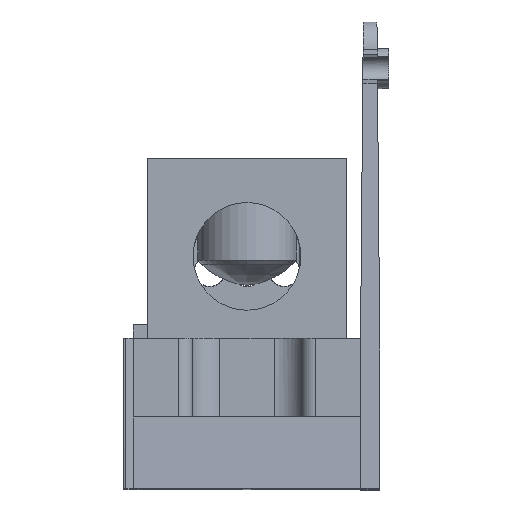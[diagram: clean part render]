
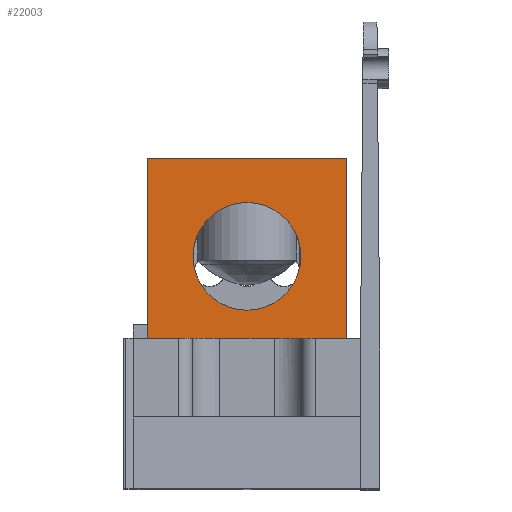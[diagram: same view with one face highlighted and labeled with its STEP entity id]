
A CAD part, top view. The second image highlights one B-rep face of the part: STEP entity #22003.
In plain terms, the highlighted planar face has unit normal (0, 0, -1).
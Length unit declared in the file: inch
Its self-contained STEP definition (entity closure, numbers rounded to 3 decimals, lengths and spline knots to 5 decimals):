
#116 = VERTEX_POINT ( 'NONE', #13557 ) ;
#622 = ORIENTED_EDGE ( 'NONE', *, *, #15498, .F. ) ;
#662 = EDGE_CURVE ( 'NONE', #116, #11505, #6561, .T. ) ;
#1481 = VECTOR ( 'NONE', #11644, 39.37008 ) ;
#1751 = DIRECTION ( 'NONE',  ( 0., 0., 1. ) ) ;
#1921 = FACE_OUTER_BOUND ( 'NONE', #20786, .T. ) ;
#1923 = ORIENTED_EDGE ( 'NONE', *, *, #17723, .T. ) ;
#2051 = LINE ( 'NONE', #2578, #1481 ) ;
#2415 = VERTEX_POINT ( 'NONE', #6120 ) ;
#2578 = CARTESIAN_POINT ( 'NONE',  ( -0.7567, 1.675, 1.25 ) ) ;
#2724 = CARTESIAN_POINT ( 'NONE',  ( -0.4417, 1.62, 1.25 ) ) ;
#2748 = CARTESIAN_POINT ( 'NONE',  ( 0.6233, 1.05, 1.25 ) ) ;
#2860 = ORIENTED_EDGE ( 'NONE', *, *, #8836, .T. ) ;
#2972 = VECTOR ( 'NONE', #16707, 39.37008 ) ;
#3167 = CARTESIAN_POINT ( 'NONE',  ( 0.6233, 2.3, 1.25 ) ) ;
#3543 = LINE ( 'NONE', #5743, #2972 ) ;
#3849 = ORIENTED_EDGE ( 'NONE', *, *, #6689, .T. ) ;
#4243 = VECTOR ( 'NONE', #8453, 39.37008 ) ;
#4522 = DIRECTION ( 'NONE',  ( -1., 0., 0. ) ) ;
#4825 = CARTESIAN_POINT ( 'NONE',  ( 0.6233, 2.3, 1.25 ) ) ;
#5697 = CARTESIAN_POINT ( 'NONE',  ( 0.6233, 1.05, 1.25 ) ) ;
#5743 = CARTESIAN_POINT ( 'NONE',  ( 0.6233, 1.05, 1.25 ) ) ;
#6120 = CARTESIAN_POINT ( 'NONE',  ( 0.6233, 1.05, 1.25 ) ) ;
#6424 = AXIS2_PLACEMENT_3D ( 'NONE', #12557, #1751, #14413 ) ;
#6561 = CIRCLE ( 'NONE', #16900, 0.375 ) ;
#6689 = EDGE_CURVE ( 'NONE', #11505, #116, #11859, .T. ) ;
#8148 = CARTESIAN_POINT ( 'NONE',  ( -0.7567, 1.05, 1.25 ) ) ;
#8453 = DIRECTION ( 'NONE',  ( 1., 0., 0. ) ) ;
#8836 = EDGE_CURVE ( 'NONE', #13998, #2415, #12994, .T. ) ;
#9037 = LINE ( 'NONE', #4825, #4243 ) ;
#9176 = VERTEX_POINT ( 'NONE', #8148 ) ;
#9657 = ORIENTED_EDGE ( 'NONE', *, *, #662, .T. ) ;
#10916 = FACE_BOUND ( 'NONE', #17912, .T. ) ;
#11100 = DIRECTION ( 'NONE',  ( 0., -1., 0. ) ) ;
#11505 = VERTEX_POINT ( 'NONE', #2724 ) ;
#11644 = DIRECTION ( 'NONE',  ( 0., -1., 0. ) ) ;
#11704 = AXIS2_PLACEMENT_3D ( 'NONE', #2748, #15440, #4522 ) ;
#11859 = CIRCLE ( 'NONE', #6424, 0.375 ) ;
#12425 = VECTOR ( 'NONE', #11100, 39.37008 ) ;
#12455 = CARTESIAN_POINT ( 'NONE',  ( -0.7567, 2.3, 1.25 ) ) ;
#12557 = CARTESIAN_POINT ( 'NONE',  ( -0.0667, 1.62, 1.25 ) ) ;
#12994 = LINE ( 'NONE', #5697, #12425 ) ;
#13557 = CARTESIAN_POINT ( 'NONE',  ( 0.3083, 1.62, 1.25 ) ) ;
#13998 = VERTEX_POINT ( 'NONE', #3167 ) ;
#14413 = DIRECTION ( 'NONE',  ( 1., 0., 0. ) ) ;
#14809 = ORIENTED_EDGE ( 'NONE', *, *, #15699, .T. ) ;
#15440 = DIRECTION ( 'NONE',  ( 0., 0., -1. ) ) ;
#15498 = EDGE_CURVE ( 'NONE', #18524, #9176, #2051, .T. ) ;
#15699 = EDGE_CURVE ( 'NONE', #18524, #13998, #9037, .T. ) ;
#16707 = DIRECTION ( 'NONE',  ( -1., 0., 0. ) ) ;
#16900 = AXIS2_PLACEMENT_3D ( 'NONE', #21829, #21757, #21681 ) ;
#17218 = PLANE ( 'NONE',  #11704 ) ;
#17723 = EDGE_CURVE ( 'NONE', #2415, #9176, #3543, .T. ) ;
#17912 = EDGE_LOOP ( 'NONE', ( #9657, #3849 ) ) ;
#18524 = VERTEX_POINT ( 'NONE', #12455 ) ;
#20786 = EDGE_LOOP ( 'NONE', ( #1923, #622, #14809, #2860 ) ) ;
#21681 = DIRECTION ( 'NONE',  ( 1., 0., 0. ) ) ;
#21757 = DIRECTION ( 'NONE',  ( 0., 0., 1. ) ) ;
#21829 = CARTESIAN_POINT ( 'NONE',  ( -0.0667, 1.62, 1.25 ) ) ;
#22003 = ADVANCED_FACE ( 'NONE', ( #1921, #10916 ), #17218, .T. ) ;
